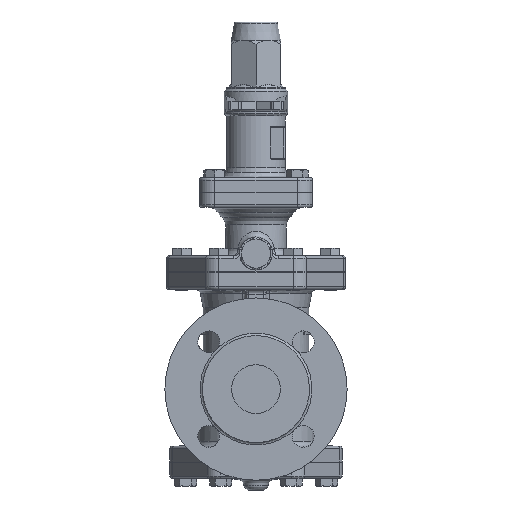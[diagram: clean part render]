
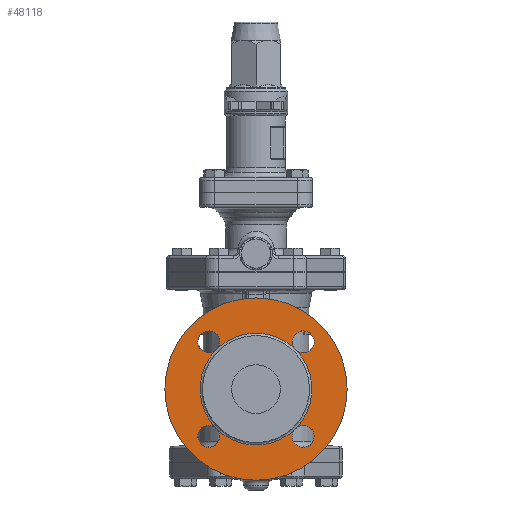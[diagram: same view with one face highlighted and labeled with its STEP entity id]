
A CAD part, left-side view. The second image highlights one B-rep face of the part: STEP entity #48118.
In plain terms, the highlighted planar face has unit normal (-1, 0, 0).
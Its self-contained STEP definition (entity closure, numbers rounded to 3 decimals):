
#48018=CARTESIAN_POINT('',(-98.,-32.527,92.527));
#48019=VERTEX_POINT('',#48018);
#48020=CARTESIAN_POINT('',(-98.,32.527,92.527));
#48021=VERTEX_POINT('',#48020);
#48022=CARTESIAN_POINT('',(-98.0,0.0,60.0));
#48023=DIRECTION('',(-1.0,0.0,0.0));
#48024=DIRECTION('',(0.0,0.0,-1.0));
#48025=AXIS2_PLACEMENT_3D('',#48022,#48023,#48024);
#48026=CIRCLE('',#48025,46.);
#48027=EDGE_CURVE('',#48019,#48021,#48026,.T.);
#48029=CARTESIAN_POINT('',(-98.,32.527,27.473));
#48030=VERTEX_POINT('',#48029);
#48031=CARTESIAN_POINT('',(-98.0,0.0,60.0));
#48032=DIRECTION('',(-1.0,0.0,0.0));
#48033=DIRECTION('',(0.0,0.0,-1.0));
#48034=AXIS2_PLACEMENT_3D('',#48031,#48032,#48033);
#48035=CIRCLE('',#48034,46.);
#48036=EDGE_CURVE('',#48021,#48030,#48035,.T.);
#48038=CARTESIAN_POINT('',(-98.,-32.527,27.473));
#48039=VERTEX_POINT('',#48038);
#48040=CARTESIAN_POINT('',(-98.0,0.0,60.0));
#48041=DIRECTION('',(-1.0,0.0,0.0));
#48042=DIRECTION('',(0.0,0.0,-1.0));
#48043=AXIS2_PLACEMENT_3D('',#48040,#48041,#48042);
#48044=CIRCLE('',#48043,46.);
#48045=EDGE_CURVE('',#48030,#48039,#48044,.T.);
#48047=CARTESIAN_POINT('',(-98.0,0.0,60.0));
#48048=DIRECTION('',(-1.0,0.0,0.0));
#48049=DIRECTION('',(0.0,0.0,-1.0));
#48050=AXIS2_PLACEMENT_3D('',#48047,#48048,#48049);
#48051=CIRCLE('',#48050,46.);
#48052=EDGE_CURVE('',#48039,#48019,#48051,.T.);
#48068=CARTESIAN_POINT('',(-98.0,0.0,60.0));
#48069=DIRECTION('',(1.0,0.0,0.0));
#48070=DIRECTION('',(0.0,0.0,-1.0));
#48071=AXIS2_PLACEMENT_3D('',#48068,#48069,#48070);
#48072=PLANE('',#48071);
#48073=CARTESIAN_POINT('',(-98.,0.,135.0));
#48074=VERTEX_POINT('',#48073);
#48075=CARTESIAN_POINT('',(-98.0,0.0,60.0));
#48076=DIRECTION('',(1.0,0.0,0.0));
#48077=DIRECTION('',(0.0,0.0,-1.0));
#48078=AXIS2_PLACEMENT_3D('',#48075,#48076,#48077);
#48079=CIRCLE('',#48078,75.0);
#48080=EDGE_CURVE('',#48074,#48074,#48079,.T.);
#48081=ORIENTED_EDGE('',*,*,#48080,.F.);
#48082=EDGE_LOOP('',(#48081));
#48083=FACE_OUTER_BOUND('',#48082,.T.);
#48084=CARTESIAN_POINT('',(-98.,-38.891,21.109));
#48085=DIRECTION('',(-1.0,0.0,0.0));
#48086=DIRECTION('',(0.0,-1.0,0.0));
#48087=AXIS2_PLACEMENT_3D('',#48084,#48085,#48086);
#48088=CIRCLE('',#48087,9.0);
#48089=EDGE_CURVE('',#48039,#48039,#48088,.T.);
#48090=ORIENTED_EDGE('',*,*,#48089,.F.);
#48091=ORIENTED_EDGE('',*,*,#48045,.F.);
#48092=CARTESIAN_POINT('',(-98.,38.891,21.109));
#48093=DIRECTION('',(-1.0,0.0,0.0));
#48094=DIRECTION('',(0.0,0.0,-1.0));
#48095=AXIS2_PLACEMENT_3D('',#48092,#48093,#48094);
#48096=CIRCLE('',#48095,9.0);
#48097=EDGE_CURVE('',#48030,#48030,#48096,.T.);
#48098=ORIENTED_EDGE('',*,*,#48097,.F.);
#48099=ORIENTED_EDGE('',*,*,#48036,.F.);
#48100=CARTESIAN_POINT('',(-98.,38.891,98.891));
#48101=DIRECTION('',(-1.0,0.0,0.0));
#48102=DIRECTION('',(0.0,1.0,0.0));
#48103=AXIS2_PLACEMENT_3D('',#48100,#48101,#48102);
#48104=CIRCLE('',#48103,9.0);
#48105=EDGE_CURVE('',#48021,#48021,#48104,.T.);
#48106=ORIENTED_EDGE('',*,*,#48105,.F.);
#48107=ORIENTED_EDGE('',*,*,#48027,.F.);
#48108=CARTESIAN_POINT('',(-98.,-38.891,98.891));
#48109=DIRECTION('',(-1.0,0.0,0.0));
#48110=DIRECTION('',(0.0,0.0,1.0));
#48111=AXIS2_PLACEMENT_3D('',#48108,#48109,#48110);
#48112=CIRCLE('',#48111,9.0);
#48113=EDGE_CURVE('',#48019,#48019,#48112,.T.);
#48114=ORIENTED_EDGE('',*,*,#48113,.F.);
#48115=ORIENTED_EDGE('',*,*,#48052,.F.);
#48116=EDGE_LOOP('',(#48090,#48091,#48098,#48099,#48106,#48107,#48114,#48115));
#48117=FACE_BOUND('',#48116,.T.);
#48118=ADVANCED_FACE('',(#48083,#48117),#48072,.F.);
